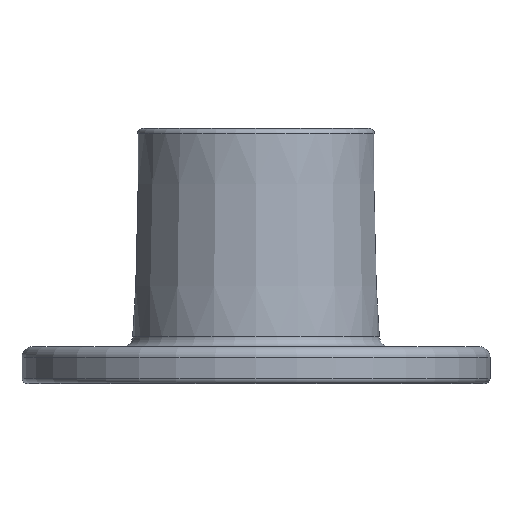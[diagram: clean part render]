
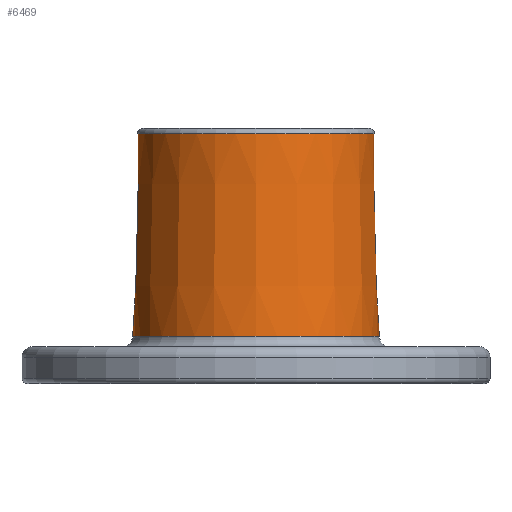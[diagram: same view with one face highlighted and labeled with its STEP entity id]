
A CAD part, left-side view. The second image highlights one B-rep face of the part: STEP entity #6469.
In plain terms, the highlighted conical face has half-angle 1.38 degrees and reference radius 23 mm.
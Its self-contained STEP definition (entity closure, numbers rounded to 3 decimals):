
#69=CONICAL_SURFACE('',#6722,23.,0.024);
#94=CIRCLE('',#6716,22.524);
#95=CIRCLE('',#6717,22.524);
#99=CIRCLE('',#6723,23.453);
#100=CIRCLE('',#6724,23.453);
#470=B_SPLINE_CURVE_WITH_KNOTS('',3,(#12085,#12086,#12087,#12088),
 .UNSPECIFIED.,.F.,.F.,(4,4),(-1.492,-1.441),
 .UNSPECIFIED.);
#471=B_SPLINE_CURVE_WITH_KNOTS('',3,(#12090,#12091,#12092,#12093,#12094,
#12095,#12096,#12097,#12098,#12099),.UNSPECIFIED.,.F.,.F.,(4,1,1,1,1,1,
1,4),(-3.642,-3.122,-2.602,-2.081,
-1.561,-1.041,-0.52,0.),
 .UNSPECIFIED.);
#472=B_SPLINE_CURVE_WITH_KNOTS('',3,(#12101,#12102,#12103,#12104),
 .UNSPECIFIED.,.F.,.F.,(4,4),(1.441,1.492),
 .UNSPECIFIED.);
#928=FACE_OUTER_BOUND('',#1308,.T.);
#1308=EDGE_LOOP('',(#5762,#5763,#5764,#5765,#5766,#5767,#5768,#5769,#5770));
#1905=LINE('',#12081,#2479);
#2479=VECTOR('',#7747,23.);
#3081=VERTEX_POINT('',#12068);
#3082=VERTEX_POINT('',#12070);
#3085=VERTEX_POINT('',#12080);
#3086=VERTEX_POINT('',#12082);
#3087=VERTEX_POINT('',#12084);
#3088=VERTEX_POINT('',#12089);
#3089=VERTEX_POINT('',#12100);
#3988=EDGE_CURVE('',#3081,#3082,#94,.T.);
#3989=EDGE_CURVE('',#3082,#3081,#95,.T.);
#3993=EDGE_CURVE('',#3081,#3085,#1905,.T.);
#3994=EDGE_CURVE('',#3086,#3085,#99,.T.);
#3995=EDGE_CURVE('',#3087,#3086,#470,.T.);
#3996=EDGE_CURVE('',#3088,#3087,#471,.T.);
#3997=EDGE_CURVE('',#3089,#3088,#472,.T.);
#3998=EDGE_CURVE('',#3085,#3089,#100,.T.);
#5762=ORIENTED_EDGE('',*,*,#3989,.F.);
#5763=ORIENTED_EDGE('',*,*,#3988,.F.);
#5764=ORIENTED_EDGE('',*,*,#3993,.T.);
#5765=ORIENTED_EDGE('',*,*,#3994,.F.);
#5766=ORIENTED_EDGE('',*,*,#3995,.F.);
#5767=ORIENTED_EDGE('',*,*,#3996,.F.);
#5768=ORIENTED_EDGE('',*,*,#3997,.F.);
#5769=ORIENTED_EDGE('',*,*,#3998,.F.);
#5770=ORIENTED_EDGE('',*,*,#3993,.F.);
#6469=ADVANCED_FACE('',(#928),#69,.T.);
#6716=AXIS2_PLACEMENT_3D('',#12071,#7733,#7734);
#6717=AXIS2_PLACEMENT_3D('',#12072,#7735,#7736);
#6722=AXIS2_PLACEMENT_3D('',#12079,#7745,#7746);
#6723=AXIS2_PLACEMENT_3D('',#12083,#7748,#7749);
#6724=AXIS2_PLACEMENT_3D('',#12105,#7750,#7751);
#7733=DIRECTION('center_axis',(0.,0.,1.));
#7734=DIRECTION('ref_axis',(-1.,0.,0.));
#7735=DIRECTION('center_axis',(0.,0.,1.));
#7736=DIRECTION('ref_axis',(-1.,0.,0.));
#7745=DIRECTION('center_axis',(0.,0.,-1.));
#7746=DIRECTION('ref_axis',(1.,0.,0.));
#7747=DIRECTION('',(-0.024,0.,-1.));
#7748=DIRECTION('center_axis',(0.,0.,-1.));
#7749=DIRECTION('ref_axis',(-1.,0.,0.));
#7750=DIRECTION('center_axis',(0.,0.,-1.));
#7751=DIRECTION('ref_axis',(-1.,0.,0.));
#12068=CARTESIAN_POINT('',(-22.524,0.,47.524));
#12070=CARTESIAN_POINT('',(22.524,0.,47.524));
#12071=CARTESIAN_POINT('Origin',(0.,0.,47.524));
#12072=CARTESIAN_POINT('Origin',(0.,0.,47.524));
#12079=CARTESIAN_POINT('Origin',(0.,0.,27.75));
#12080=CARTESIAN_POINT('',(-23.453,0.,8.952));
#12081=CARTESIAN_POINT('',(-23.,0.,27.75));
#12082=CARTESIAN_POINT('',(20.135,-12.026,8.952));
#12083=CARTESIAN_POINT('Origin',(0.,0.,8.952));
#12084=CARTESIAN_POINT('',(20.036,-10.888,35.919));
#12085=CARTESIAN_POINT('Ctrl Pts',(20.036,-10.888,35.919));
#12086=CARTESIAN_POINT('Ctrl Pts',(20.077,-11.266,26.908));
#12087=CARTESIAN_POINT('Ctrl Pts',(20.111,-11.646,17.915));
#12088=CARTESIAN_POINT('Ctrl Pts',(20.135,-12.026,8.952));
#12089=CARTESIAN_POINT('',(20.036,10.888,35.919));
#12090=CARTESIAN_POINT('Ctrl Pts',(20.036,10.888,35.919));
#12091=CARTESIAN_POINT('Ctrl Pts',(20.028,10.815,37.651));
#12092=CARTESIAN_POINT('Ctrl Pts',(20.455,9.897,41.049));
#12093=CARTESIAN_POINT('Ctrl Pts',(21.654,6.809,44.942));
#12094=CARTESIAN_POINT('Ctrl Pts',(22.571,2.467,47.198));
#12095=CARTESIAN_POINT('Ctrl Pts',(22.568,-2.465,47.196));
#12096=CARTESIAN_POINT('Ctrl Pts',(21.656,-6.809,44.942));
#12097=CARTESIAN_POINT('Ctrl Pts',(20.453,-9.898,41.049));
#12098=CARTESIAN_POINT('Ctrl Pts',(20.028,-10.815,37.651));
#12099=CARTESIAN_POINT('Ctrl Pts',(20.036,-10.888,35.919));
#12100=CARTESIAN_POINT('',(20.135,12.026,8.952));
#12101=CARTESIAN_POINT('Ctrl Pts',(20.135,12.026,8.952));
#12102=CARTESIAN_POINT('Ctrl Pts',(20.111,11.646,17.915));
#12103=CARTESIAN_POINT('Ctrl Pts',(20.077,11.266,26.908));
#12104=CARTESIAN_POINT('Ctrl Pts',(20.036,10.888,35.919));
#12105=CARTESIAN_POINT('Origin',(0.,0.,8.952));
